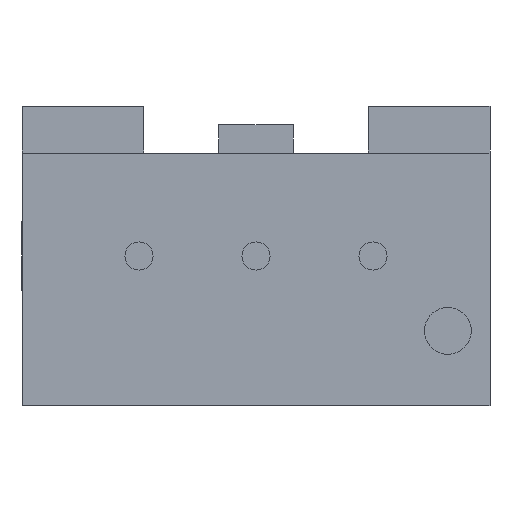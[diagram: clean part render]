
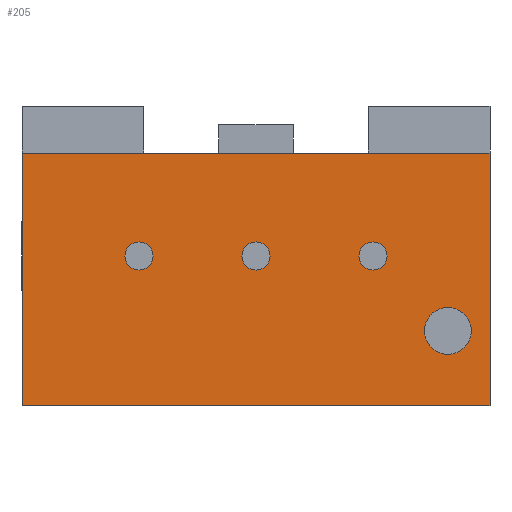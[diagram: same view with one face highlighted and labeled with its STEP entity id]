
A CAD part, front view. The second image highlights one B-rep face of the part: STEP entity #205.
In plain terms, the highlighted planar face has unit normal (0, -1, 0).
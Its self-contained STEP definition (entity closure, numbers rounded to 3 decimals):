
#169 = VERTEX_POINT ( 'NONE', #848 ) ;
#171 = EDGE_CURVE ( 'NONE', #169, #172, #661, .T. ) ;
#172 = VERTEX_POINT ( 'NONE', #656 ) ;
#181 = EDGE_LOOP ( 'NONE', ( #182, #186, #189, #307 ) ) ;
#182 = ORIENTED_EDGE ( 'NONE', *, *, #183, .F. ) ;
#183 = EDGE_CURVE ( 'NONE', #184, #185, #670, .T. ) ;
#184 = VERTEX_POINT ( 'NONE', #666 ) ;
#185 = VERTEX_POINT ( 'NONE', #665 ) ;
#186 = ORIENTED_EDGE ( 'NONE', *, *, #187, .T. ) ;
#187 = EDGE_CURVE ( 'NONE', #184, #188, #664, .T. ) ;
#188 = VERTEX_POINT ( 'NONE', #961 ) ;
#189 = ORIENTED_EDGE ( 'NONE', *, *, #190, .T. ) ;
#190 = EDGE_CURVE ( 'NONE', #188, #191, #873, .T. ) ;
#191 = VERTEX_POINT ( 'NONE', #941 ) ;
#205 = ADVANCED_FACE ( 'NONE', ( #896, #936, #935, #934, #973 ), #895, .F. ) ;
#211 = EDGE_CURVE ( 'NONE', #212, #213, #1008, .T. ) ;
#212 = VERTEX_POINT ( 'NONE', #998 ) ;
#213 = VERTEX_POINT ( 'NONE', #997 ) ;
#230 = EDGE_CURVE ( 'NONE', #231, #232, #1013, .T. ) ;
#231 = VERTEX_POINT ( 'NONE', #1014 ) ;
#232 = VERTEX_POINT ( 'NONE', #930 ) ;
#239 = EDGE_CURVE ( 'NONE', #240, #241, #983, .T. ) ;
#240 = VERTEX_POINT ( 'NONE', #1032 ) ;
#241 = VERTEX_POINT ( 'NONE', #1031 ) ;
#292 = EDGE_LOOP ( 'NONE', ( #293, #294 ) ) ;
#293 = ORIENTED_EDGE ( 'NONE', *, *, #230, .F. ) ;
#294 = ORIENTED_EDGE ( 'NONE', *, *, #296, .F. ) ;
#295 = EDGE_LOOP ( 'NONE', ( #297, #298 ) ) ;
#296 = EDGE_CURVE ( 'NONE', #232, #231, #1204, .T. ) ;
#297 = ORIENTED_EDGE ( 'NONE', *, *, #211, .F. ) ;
#298 = ORIENTED_EDGE ( 'NONE', *, *, #299, .F. ) ;
#299 = EDGE_CURVE ( 'NONE', #213, #212, #1198, .T. ) ;
#307 = ORIENTED_EDGE ( 'NONE', *, *, #633, .T. ) ;
#310 = EDGE_CURVE ( 'NONE', #172, #169, #1163, .T. ) ;
#311 = ORIENTED_EDGE ( 'NONE', *, *, #171, .F. ) ;
#571 = ORIENTED_EDGE ( 'NONE', *, *, #239, .F. ) ;
#572 = ORIENTED_EDGE ( 'NONE', *, *, #573, .F. ) ;
#573 = EDGE_CURVE ( 'NONE', #241, #240, #2040, .T. ) ;
#597 = EDGE_LOOP ( 'NONE', ( #598, #311 ) ) ;
#598 = ORIENTED_EDGE ( 'NONE', *, *, #310, .F. ) ;
#633 = EDGE_CURVE ( 'NONE', #191, #185, #1898, .T. ) ;
#634 = EDGE_LOOP ( 'NONE', ( #571, #572 ) ) ;
#656 = CARTESIAN_POINT ( 'NONE',  ( 4.1, 0., -1.1 ) ) ;
#657 = DIRECTION ( 'NONE',  ( 0., 0., 1. ) ) ;
#658 = DIRECTION ( 'NONE',  ( 0., -1., 0. ) ) ;
#659 = CARTESIAN_POINT ( 'NONE',  ( 4.1, 0., -1.6 ) ) ;
#660 = AXIS2_PLACEMENT_3D ( 'NONE', #659, #658, #657 ) ;
#661 = CIRCLE ( 'NONE', #660, 0.5 ) ;
#662 = VECTOR ( 'NONE', #902, 1000. ) ;
#663 = CARTESIAN_POINT ( 'NONE',  ( -2.4, 0., 2.2 ) ) ;
#664 = LINE ( 'NONE', #663, #662 ) ;
#665 = CARTESIAN_POINT ( 'NONE',  ( 5., 0., -3.2 ) ) ;
#666 = CARTESIAN_POINT ( 'NONE',  ( 5., 0., 2.2 ) ) ;
#667 = DIRECTION ( 'NONE',  ( 0., 0., -1. ) ) ;
#668 = VECTOR ( 'NONE', #667, 1000. ) ;
#669 = CARTESIAN_POINT ( 'NONE',  ( 5., 0., 3.2 ) ) ;
#670 = LINE ( 'NONE', #669, #668 ) ;
#848 = CARTESIAN_POINT ( 'NONE',  ( 4.1, 0., -2.1 ) ) ;
#872 = CARTESIAN_POINT ( 'NONE',  ( -5., 0., 3.2 ) ) ;
#873 = LINE ( 'NONE', #872, #943 ) ;
#891 = DIRECTION ( 'NONE',  ( 0., 0., 1. ) ) ;
#892 = DIRECTION ( 'NONE',  ( 0., 1., 0. ) ) ;
#893 = CARTESIAN_POINT ( 'NONE',  ( -5., 0., 3.2 ) ) ;
#894 = AXIS2_PLACEMENT_3D ( 'NONE', #893, #892, #891 ) ;
#895 = PLANE ( 'NONE',  #894 ) ;
#896 = FACE_BOUND ( 'NONE', #292, .T. ) ;
#902 = DIRECTION ( 'NONE',  ( -1., 0., 0. ) ) ;
#930 = CARTESIAN_POINT ( 'NONE',  ( -2.5, 0., 0.3 ) ) ;
#934 = FACE_BOUND ( 'NONE', #634, .T. ) ;
#935 = FACE_OUTER_BOUND ( 'NONE', #181, .T. ) ;
#936 = FACE_BOUND ( 'NONE', #295, .T. ) ;
#941 = CARTESIAN_POINT ( 'NONE',  ( -5., 0., -3.2 ) ) ;
#942 = DIRECTION ( 'NONE',  ( 0., 0., -1. ) ) ;
#943 = VECTOR ( 'NONE', #942, 1000. ) ;
#961 = CARTESIAN_POINT ( 'NONE',  ( -5., 0., 2.2 ) ) ;
#973 = FACE_BOUND ( 'NONE', #597, .T. ) ;
#977 = CARTESIAN_POINT ( 'NONE',  ( 0., 0., 0. ) ) ;
#978 = AXIS2_PLACEMENT_3D ( 'NONE', #977, #1034, #1033 ) ;
#983 = CIRCLE ( 'NONE', #978, 0.3 ) ;
#997 = CARTESIAN_POINT ( 'NONE',  ( 2.5, 0., 0.3 ) ) ;
#998 = CARTESIAN_POINT ( 'NONE',  ( 2.5, 0., -0.3 ) ) ;
#999 = DIRECTION ( 'NONE',  ( 0., 0., 1. ) ) ;
#1000 = DIRECTION ( 'NONE',  ( 0., -1., 0. ) ) ;
#1001 = CARTESIAN_POINT ( 'NONE',  ( 2.5, 0., 0. ) ) ;
#1002 = AXIS2_PLACEMENT_3D ( 'NONE', #1001, #1000, #999 ) ;
#1008 = CIRCLE ( 'NONE', #1002, 0.3 ) ;
#1009 = DIRECTION ( 'NONE',  ( 0., 0., 1. ) ) ;
#1010 = DIRECTION ( 'NONE',  ( 0., -1., 0. ) ) ;
#1011 = CARTESIAN_POINT ( 'NONE',  ( -2.5, 0., 0. ) ) ;
#1012 = AXIS2_PLACEMENT_3D ( 'NONE', #1011, #1010, #1009 ) ;
#1013 = CIRCLE ( 'NONE', #1012, 0.3 ) ;
#1014 = CARTESIAN_POINT ( 'NONE',  ( -2.5, 0., -0.3 ) ) ;
#1031 = CARTESIAN_POINT ( 'NONE',  ( 0., 0., 0.3 ) ) ;
#1032 = CARTESIAN_POINT ( 'NONE',  ( 0., 0., -0.3 ) ) ;
#1033 = DIRECTION ( 'NONE',  ( 0., 0., 1. ) ) ;
#1034 = DIRECTION ( 'NONE',  ( 0., -1., 0. ) ) ;
#1159 = DIRECTION ( 'NONE',  ( 0., 0., 1. ) ) ;
#1160 = DIRECTION ( 'NONE',  ( 0., -1., 0. ) ) ;
#1161 = CARTESIAN_POINT ( 'NONE',  ( 4.1, 0., -1.6 ) ) ;
#1162 = AXIS2_PLACEMENT_3D ( 'NONE', #1161, #1160, #1159 ) ;
#1163 = CIRCLE ( 'NONE', #1162, 0.5 ) ;
#1195 = DIRECTION ( 'NONE',  ( 0., 0., 1. ) ) ;
#1196 = DIRECTION ( 'NONE',  ( 0., -1., 0. ) ) ;
#1197 = AXIS2_PLACEMENT_3D ( 'NONE', #1205, #1196, #1195 ) ;
#1198 = CIRCLE ( 'NONE', #1197, 0.3 ) ;
#1200 = DIRECTION ( 'NONE',  ( 0., 0., 1. ) ) ;
#1201 = DIRECTION ( 'NONE',  ( 0., -1., 0. ) ) ;
#1202 = CARTESIAN_POINT ( 'NONE',  ( -2.5, 0., 0. ) ) ;
#1203 = AXIS2_PLACEMENT_3D ( 'NONE', #1202, #1201, #1200 ) ;
#1204 = CIRCLE ( 'NONE', #1203, 0.3 ) ;
#1205 = CARTESIAN_POINT ( 'NONE',  ( 2.5, 0., 0. ) ) ;
#1570 = VECTOR ( 'NONE', #1571, 1000. ) ;
#1571 = DIRECTION ( 'NONE',  ( 1., 0., 0. ) ) ;
#1897 = CARTESIAN_POINT ( 'NONE',  ( -5., 0., -3.2 ) ) ;
#1898 = LINE ( 'NONE', #1897, #1570 ) ;
#2037 = DIRECTION ( 'NONE',  ( 0., 0., 1. ) ) ;
#2038 = DIRECTION ( 'NONE',  ( 0., -1., 0. ) ) ;
#2039 = AXIS2_PLACEMENT_3D ( 'NONE', #2042, #2038, #2037 ) ;
#2040 = CIRCLE ( 'NONE', #2039, 0.3 ) ;
#2042 = CARTESIAN_POINT ( 'NONE',  ( 0., 0., 0. ) ) ;
